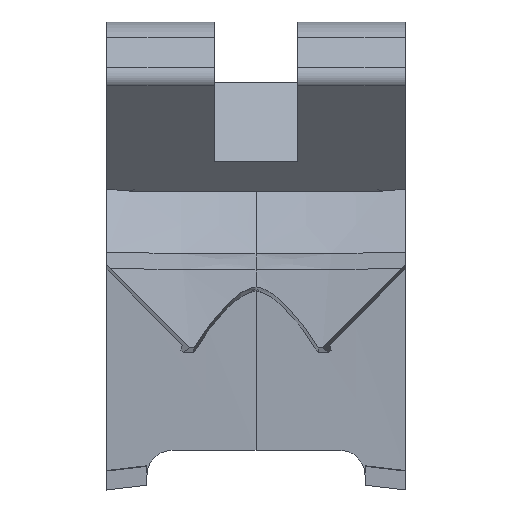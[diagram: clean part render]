
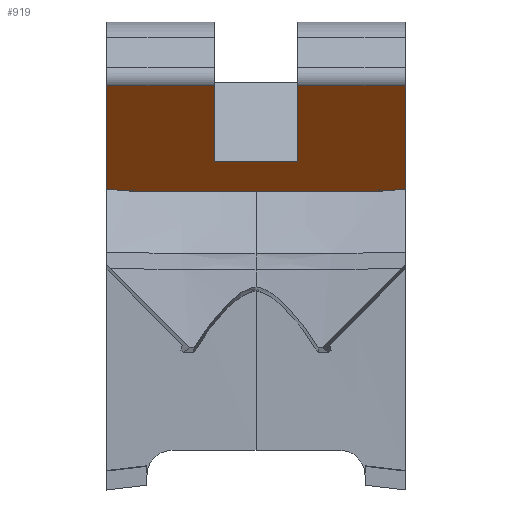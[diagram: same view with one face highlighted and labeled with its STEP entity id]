
A CAD part, front view. The second image highlights one B-rep face of the part: STEP entity #919.
In plain terms, the highlighted planar face has unit normal (0, -0.733, -0.68).
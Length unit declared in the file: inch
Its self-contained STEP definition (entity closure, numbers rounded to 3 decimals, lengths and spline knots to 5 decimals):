
#95 = PLANE ( 'NONE',  #3337 ) ;
#178 = CARTESIAN_POINT ( 'NONE',  ( -0.165, -1.88294, 2.08059 ) ) ;
#257 = LINE ( 'NONE', #3807, #3886 ) ;
#299 = ORIENTED_EDGE ( 'NONE', *, *, #3554, .T. ) ;
#387 = CARTESIAN_POINT ( 'NONE',  ( 0.165, -1.88294, 2.08059 ) ) ;
#423 = LINE ( 'NONE', #4497, #4307 ) ;
#483 = ORIENTED_EDGE ( 'NONE', *, *, #4759, .T. ) ;
#504 = EDGE_LOOP ( 'NONE', ( #299, #810, #4851, #2731, #483, #3040, #4877, #2996, #559, #1359 ) ) ;
#514 = CARTESIAN_POINT ( 'NONE',  ( -0.59257, -1.50214, 1.6698 ) ) ;
#559 = ORIENTED_EDGE ( 'NONE', *, *, #2067, .F. ) ;
#665 = VERTEX_POINT ( 'NONE', #2662 ) ;
#696 = LINE ( 'NONE', #5197, #3635 ) ;
#810 = ORIENTED_EDGE ( 'NONE', *, *, #1603, .T. ) ;
#919 = ADVANCED_FACE ( 'NONE', ( #2206 ), #95, .F. ) ;
#928 = VERTEX_POINT ( 'NONE', #1264 ) ;
#968 = DIRECTION ( 'NONE',  ( 0., -0.68, 0.733 ) ) ;
#1037 = VERTEX_POINT ( 'NONE', #3030 ) ;
#1046 = VECTOR ( 'NONE', #5075, 39.37008 ) ;
#1156 = B_SPLINE_CURVE_WITH_KNOTS ( 'NONE', 3,
 ( #2061, #3209, #1199, #2787 ),
 .UNSPECIFIED., .F., .F.,
 ( 4, 4 ),
 ( 0., 0.0023 ),
 .UNSPECIFIED. ) ;
#1199 = CARTESIAN_POINT ( 'NONE',  ( 0.53249, -1.4975, 1.6648 ) ) ;
#1221 = DIRECTION ( 'NONE',  ( 0., -0.68, 0.733 ) ) ;
#1235 = CARTESIAN_POINT ( 'NONE',  ( 0.165, -1.60421, 1.77991 ) ) ;
#1264 = CARTESIAN_POINT ( 'NONE',  ( -0.59257, -1.88294, 2.08059 ) ) ;
#1323 = EDGE_CURVE ( 'NONE', #2362, #3735, #2005, .T. ) ;
#1343 = CARTESIAN_POINT ( 'NONE',  ( 1.67181, 0.02461, 0.02282 ) ) ;
#1359 = ORIENTED_EDGE ( 'NONE', *, *, #4450, .F. ) ;
#1514 = CARTESIAN_POINT ( 'NONE',  ( 1.67181, -1.60421, 1.77991 ) ) ;
#1602 = VERTEX_POINT ( 'NONE', #178 ) ;
#1603 = EDGE_CURVE ( 'NONE', #4647, #2362, #4158, .T. ) ;
#1627 = DIRECTION ( 'NONE',  ( -1., 0., 0. ) ) ;
#1681 = VECTOR ( 'NONE', #4780, 39.37008 ) ;
#1695 = DIRECTION ( 'NONE',  ( 0., 0.68, -0.733 ) ) ;
#1717 = DIRECTION ( 'NONE',  ( 0., -0.68, 0.733 ) ) ;
#1740 = CARTESIAN_POINT ( 'NONE',  ( -0.53249, -1.4975, 1.6648 ) ) ;
#1820 = CARTESIAN_POINT ( 'NONE',  ( -0.50241, -1.49544, 1.66257 ) ) ;
#2005 = LINE ( 'NONE', #4943, #4124 ) ;
#2061 = CARTESIAN_POINT ( 'NONE',  ( 0.59257, -1.50214, 1.6698 ) ) ;
#2067 = EDGE_CURVE ( 'NONE', #3083, #665, #423, .T. ) ;
#2191 = VERTEX_POINT ( 'NONE', #3367 ) ;
#2200 = EDGE_CURVE ( 'NONE', #1602, #928, #696, .T. ) ;
#2203 = LINE ( 'NONE', #2630, #2947 ) ;
#2206 = FACE_OUTER_BOUND ( 'NONE', #504, .T. ) ;
#2362 = VERTEX_POINT ( 'NONE', #387 ) ;
#2630 = CARTESIAN_POINT ( 'NONE',  ( -0.59257, 0.02461, 0.02282 ) ) ;
#2662 = CARTESIAN_POINT ( 'NONE',  ( -0.50241, -1.49544, 1.66257 ) ) ;
#2731 = ORIENTED_EDGE ( 'NONE', *, *, #2749, .T. ) ;
#2749 = EDGE_CURVE ( 'NONE', #3735, #2191, #5192, .T. ) ;
#2787 = CARTESIAN_POINT ( 'NONE',  ( 0.50241, -1.49544, 1.66257 ) ) ;
#2941 = CARTESIAN_POINT ( 'NONE',  ( -0.59257, -1.50214, 1.6698 ) ) ;
#2947 = VECTOR ( 'NONE', #3378, 39.37008 ) ;
#2996 = ORIENTED_EDGE ( 'NONE', *, *, #3916, .F. ) ;
#3030 = CARTESIAN_POINT ( 'NONE',  ( 0.59257, -1.50214, 1.6698 ) ) ;
#3040 = ORIENTED_EDGE ( 'NONE', *, *, #2200, .T. ) ;
#3083 = VERTEX_POINT ( 'NONE', #3618 ) ;
#3159 = CARTESIAN_POINT ( 'NONE',  ( 0.59257, -1.88294, 2.08059 ) ) ;
#3209 = CARTESIAN_POINT ( 'NONE',  ( 0.56254, -1.49974, 1.66721 ) ) ;
#3269 = VERTEX_POINT ( 'NONE', #2941 ) ;
#3337 = AXIS2_PLACEMENT_3D ( 'NONE', #1343, #4551, #1717 ) ;
#3367 = CARTESIAN_POINT ( 'NONE',  ( -0.165, -1.60421, 1.77991 ) ) ;
#3378 = DIRECTION ( 'NONE',  ( 0., -0.68, 0.733 ) ) ;
#3438 = CARTESIAN_POINT ( 'NONE',  ( 1.67181, -1.88294, 2.08059 ) ) ;
#3554 = EDGE_CURVE ( 'NONE', #1037, #4647, #257, .T. ) ;
#3618 = CARTESIAN_POINT ( 'NONE',  ( 0.50241, -1.49544, 1.66257 ) ) ;
#3635 = VECTOR ( 'NONE', #3957, 39.37008 ) ;
#3661 = LINE ( 'NONE', #4414, #4061 ) ;
#3735 = VERTEX_POINT ( 'NONE', #1235 ) ;
#3807 = CARTESIAN_POINT ( 'NONE',  ( 0.59257, 0.02461, 0.02282 ) ) ;
#3839 = B_SPLINE_CURVE_WITH_KNOTS ( 'NONE', 3,
 ( #1820, #1740, #5118, #514 ),
 .UNSPECIFIED., .F., .F.,
 ( 4, 4 ),
 ( 0., 0.0023 ),
 .UNSPECIFIED. ) ;
#3886 = VECTOR ( 'NONE', #968, 39.37008 ) ;
#3916 = EDGE_CURVE ( 'NONE', #665, #3269, #3839, .T. ) ;
#3957 = DIRECTION ( 'NONE',  ( -1., 0., 0. ) ) ;
#4061 = VECTOR ( 'NONE', #1221, 39.37008 ) ;
#4124 = VECTOR ( 'NONE', #1695, 39.37008 ) ;
#4158 = LINE ( 'NONE', #3438, #1046 ) ;
#4307 = VECTOR ( 'NONE', #1627, 39.37008 ) ;
#4414 = CARTESIAN_POINT ( 'NONE',  ( -0.165, 0.02461, 0.02282 ) ) ;
#4450 = EDGE_CURVE ( 'NONE', #1037, #3083, #1156, .T. ) ;
#4497 = CARTESIAN_POINT ( 'NONE',  ( 1.67181, -1.49544, 1.66257 ) ) ;
#4551 = DIRECTION ( 'NONE',  ( 0., 0.733, 0.68 ) ) ;
#4647 = VERTEX_POINT ( 'NONE', #3159 ) ;
#4759 = EDGE_CURVE ( 'NONE', #2191, #1602, #3661, .T. ) ;
#4780 = DIRECTION ( 'NONE',  ( -1., 0., 0. ) ) ;
#4851 = ORIENTED_EDGE ( 'NONE', *, *, #1323, .T. ) ;
#4877 = ORIENTED_EDGE ( 'NONE', *, *, #5216, .F. ) ;
#4943 = CARTESIAN_POINT ( 'NONE',  ( 0.165, 0.02461, 0.02282 ) ) ;
#5075 = DIRECTION ( 'NONE',  ( -1., 0., 0. ) ) ;
#5118 = CARTESIAN_POINT ( 'NONE',  ( -0.56254, -1.49974, 1.66721 ) ) ;
#5192 = LINE ( 'NONE', #1514, #1681 ) ;
#5197 = CARTESIAN_POINT ( 'NONE',  ( 1.67181, -1.88294, 2.08059 ) ) ;
#5216 = EDGE_CURVE ( 'NONE', #3269, #928, #2203, .T. ) ;
